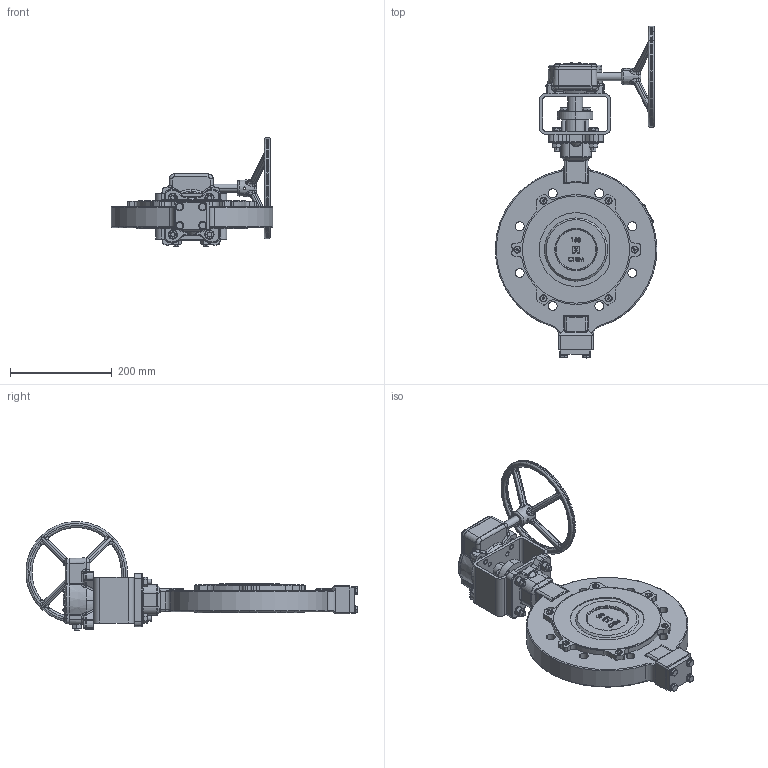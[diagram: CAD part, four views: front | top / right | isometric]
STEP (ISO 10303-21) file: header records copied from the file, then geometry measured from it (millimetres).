
FILE_DESCRIPTION (( 'STEP AP214' ), '1' );
FILE_NAME ('5590T15003_PN16.STEP', '2020-06-15T06:03:01', ( 'PC' ), ( '' ), 'SwSTEP 2.0', 'SolidWorks 2015', '' );
FILE_SCHEMA (( 'AUTOMOTIVE_DESIGN' ));
Length unit declared in the file: millimetre
Products named in the file (1): 5590T15003_PN16
Bounding box: 318 x 653.52 x 214.14 mm (x, y, z)
Volume: 4703786.9 mm3; surface area: 558541.1 mm2
Topology: 24 solids, 66 shells, 4864 faces, 12210 edges, 7661 vertices
Faces by surface type: plane 1832, bspline 1400, cylinder 876, cone 613, torus 129, sphere 14
Entity records: 284598 total; most frequent: CARTESIAN_POINT 125787, ORIENTED_EDGE 24186, DIRECTION 18168, EDGE_CURVE 12093, VERTEX_POINT 7661, AXIS2_PLACEMENT_3D 6294, VECTOR 5580, LINE 5580
